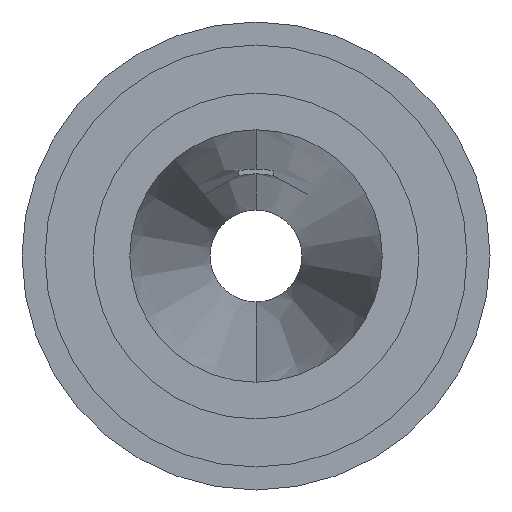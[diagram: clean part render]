
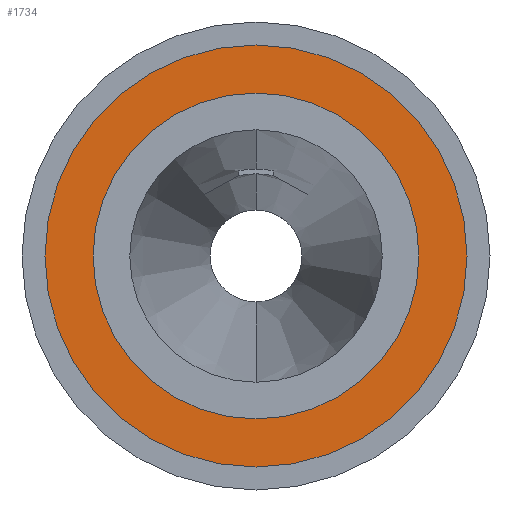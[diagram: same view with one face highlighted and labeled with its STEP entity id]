
A CAD part, front view. The second image highlights one B-rep face of the part: STEP entity #1734.
In plain terms, the highlighted planar face has unit normal (0, -1, 0).
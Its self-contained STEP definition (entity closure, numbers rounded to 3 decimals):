
#63 = EDGE_LOOP ( 'NONE', ( #989, #2118 ) ) ;
#123 = CIRCLE ( 'NONE', #784, 18.39 ) ;
#225 = AXIS2_PLACEMENT_3D ( 'NONE', #1198, #1840, #551 ) ;
#420 = EDGE_CURVE ( 'NONE', #913, #642, #123, .T. ) ;
#485 = EDGE_CURVE ( 'NONE', #1281, #1330, #1010, .T. ) ;
#523 = AXIS2_PLACEMENT_3D ( 'NONE', #2765, #857, #675 ) ;
#551 = DIRECTION ( 'NONE',  ( 0., 0., 1. ) ) ;
#612 = AXIS2_PLACEMENT_3D ( 'NONE', #2766, #1489, #1699 ) ;
#642 = VERTEX_POINT ( 'NONE', #2775 ) ;
#675 = DIRECTION ( 'NONE',  ( 0., 0., 1. ) ) ;
#784 = AXIS2_PLACEMENT_3D ( 'NONE', #2270, #2051, #2680 ) ;
#857 = DIRECTION ( 'NONE',  ( 0., 1., 0. ) ) ;
#900 = CIRCLE ( 'NONE', #612, 14.2 ) ;
#913 = VERTEX_POINT ( 'NONE', #960 ) ;
#960 = CARTESIAN_POINT ( 'NONE',  ( 0., -26.61, 18.39 ) ) ;
#989 = ORIENTED_EDGE ( 'NONE', *, *, #420, .F. ) ;
#1010 = CIRCLE ( 'NONE', #1794, 14.2 ) ;
#1039 = FACE_OUTER_BOUND ( 'NONE', #63, .T. ) ;
#1148 = CARTESIAN_POINT ( 'NONE',  ( 0., -26.61, 14.2 ) ) ;
#1198 = CARTESIAN_POINT ( 'NONE',  ( 0., -26.61, 0. ) ) ;
#1220 = DIRECTION ( 'NONE',  ( 0., 1., 0. ) ) ;
#1223 = EDGE_LOOP ( 'NONE', ( #2488, #1327 ) ) ;
#1281 = VERTEX_POINT ( 'NONE', #1148 ) ;
#1327 = ORIENTED_EDGE ( 'NONE', *, *, #2144, .T. ) ;
#1330 = VERTEX_POINT ( 'NONE', #2383 ) ;
#1489 = DIRECTION ( 'NONE',  ( 0., 1., 0. ) ) ;
#1513 = CIRCLE ( 'NONE', #225, 18.39 ) ;
#1699 = DIRECTION ( 'NONE',  ( 0., 0., 1. ) ) ;
#1734 = ADVANCED_FACE ( 'NONE', ( #1039, #2779 ), #2543, .F. ) ;
#1794 = AXIS2_PLACEMENT_3D ( 'NONE', #1887, #1220, #2505 ) ;
#1840 = DIRECTION ( 'NONE',  ( 0., 1., 0. ) ) ;
#1887 = CARTESIAN_POINT ( 'NONE',  ( 0., -26.61, 0. ) ) ;
#2051 = DIRECTION ( 'NONE',  ( 0., 1., 0. ) ) ;
#2118 = ORIENTED_EDGE ( 'NONE', *, *, #2533, .F. ) ;
#2144 = EDGE_CURVE ( 'NONE', #1330, #1281, #900, .T. ) ;
#2270 = CARTESIAN_POINT ( 'NONE',  ( 0., -26.61, 0. ) ) ;
#2383 = CARTESIAN_POINT ( 'NONE',  ( 0., -26.61, -14.2 ) ) ;
#2488 = ORIENTED_EDGE ( 'NONE', *, *, #485, .T. ) ;
#2505 = DIRECTION ( 'NONE',  ( 0., 0., 1. ) ) ;
#2533 = EDGE_CURVE ( 'NONE', #642, #913, #1513, .T. ) ;
#2543 = PLANE ( 'NONE',  #523 ) ;
#2680 = DIRECTION ( 'NONE',  ( 0., 0., 1. ) ) ;
#2765 = CARTESIAN_POINT ( 'NONE',  ( 14.2, -26.61, 0. ) ) ;
#2766 = CARTESIAN_POINT ( 'NONE',  ( 0., -26.61, 0. ) ) ;
#2775 = CARTESIAN_POINT ( 'NONE',  ( 0., -26.61, -18.39 ) ) ;
#2779 = FACE_BOUND ( 'NONE', #1223, .T. ) ;
